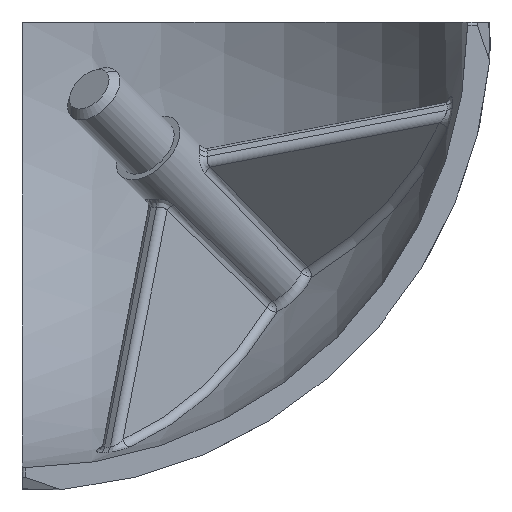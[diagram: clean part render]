
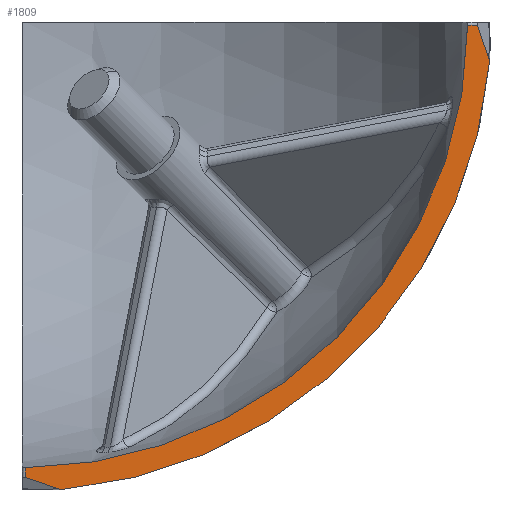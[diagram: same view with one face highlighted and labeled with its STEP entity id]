
A CAD part, front view. The second image highlights one B-rep face of the part: STEP entity #1809.
In plain terms, the highlighted planar face has unit normal (0, -1, 0).
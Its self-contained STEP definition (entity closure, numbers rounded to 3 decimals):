
#29 = CARTESIAN_POINT ( 'NONE',  ( 0.2, 0., -28.499 ) ) ;
#164 = CARTESIAN_POINT ( 'NONE',  ( 0., 0., 0. ) ) ;
#287 = AXIS2_PLACEMENT_3D ( 'NONE', #1439, #1867, #588 ) ;
#361 = ORIENTED_EDGE ( 'NONE', *, *, #2684, .T. ) ;
#393 = EDGE_CURVE ( 'NONE', #1237, #1990, #1591, .T. ) ;
#399 = DIRECTION ( 'NONE',  ( 0., 0., -1. ) ) ;
#422 = DIRECTION ( 'NONE',  ( -1., 0., 0. ) ) ;
#446 = DIRECTION ( 'NONE',  ( 0., -1., 0. ) ) ;
#588 = DIRECTION ( 'NONE',  ( 0., 0., -1. ) ) ;
#619 = AXIS2_PLACEMENT_3D ( 'NONE', #164, #1680, #399 ) ;
#681 = CARTESIAN_POINT ( 'NONE',  ( 0.2, 0., -29.133 ) ) ;
#774 = CARTESIAN_POINT ( 'NONE',  ( 2.568, 0., -29.89 ) ) ;
#885 = EDGE_CURVE ( 'NONE', #2869, #2497, #1488, .T. ) ;
#915 = CIRCLE ( 'NONE', #1344, 28.5 ) ;
#1113 = CARTESIAN_POINT ( 'NONE',  ( 2.674, 0., -29.881 ) ) ;
#1114 = EDGE_CURVE ( 'NONE', #1961, #2869, #1967, .T. ) ;
#1121 = CARTESIAN_POINT ( 'NONE',  ( 29.846, 0., -2.361 ) ) ;
#1154 = ORIENTED_EDGE ( 'NONE', *, *, #885, .T. ) ;
#1201 = EDGE_LOOP ( 'NONE', ( #1435, #361, #2824, #1154, #2703, #1509, #2024, #1233 ) ) ;
#1233 = ORIENTED_EDGE ( 'NONE', *, *, #393, .T. ) ;
#1237 = VERTEX_POINT ( 'NONE', #29 ) ;
#1294 = EDGE_CURVE ( 'NONE', #2777, #2497, #2013, .T. ) ;
#1333 = CARTESIAN_POINT ( 'NONE',  ( 29.879, 0., -2.462 ) ) ;
#1340 = CARTESIAN_POINT ( 'NONE',  ( 29.846, 0., -2.361 ) ) ;
#1344 = AXIS2_PLACEMENT_3D ( 'NONE', #1728, #446, #1937 ) ;
#1351 = EDGE_CURVE ( 'NONE', #2606, #1990, #2192, .T. ) ;
#1401 = CARTESIAN_POINT ( 'NONE',  ( -0.169, 0., -29.012 ) ) ;
#1411 = CARTESIAN_POINT ( 'NONE',  ( 2.462, 0., -29.879 ) ) ;
#1435 = ORIENTED_EDGE ( 'NONE', *, *, #1351, .F. ) ;
#1439 = CARTESIAN_POINT ( 'NONE',  ( 0., 0., -28.5 ) ) ;
#1488 = B_SPLINE_CURVE_WITH_KNOTS ( 'NONE', 3,
 ( #2691, #2211, #1333, #1340 ),
 .UNSPECIFIED., .F., .F.,
 ( 4, 4 ),
 ( 0., 0. ),
 .UNSPECIFIED. ) ;
#1493 = CARTESIAN_POINT ( 'NONE',  ( 29.881, 0., -2.674 ) ) ;
#1509 = ORIENTED_EDGE ( 'NONE', *, *, #1926, .T. ) ;
#1591 = LINE ( 'NONE', #1893, #2158 ) ;
#1680 = DIRECTION ( 'NONE',  ( 0., -1., 0. ) ) ;
#1716 = CARTESIAN_POINT ( 'NONE',  ( 0., 0., -0.2 ) ) ;
#1728 = CARTESIAN_POINT ( 'NONE',  ( 0., 0., 0. ) ) ;
#1795 = DIRECTION ( 'NONE',  ( 0.313, 0., -0.95 ) ) ;
#1809 = ADVANCED_FACE ( 'NONE', ( #2898 ), #1855, .T. ) ;
#1824 = CARTESIAN_POINT ( 'NONE',  ( 2.361, 0., -29.846 ) ) ;
#1855 = PLANE ( 'NONE',  #287 ) ;
#1867 = DIRECTION ( 'NONE',  ( 0., -1., 0. ) ) ;
#1893 = CARTESIAN_POINT ( 'NONE',  ( 0.2, 0., -29.067 ) ) ;
#1926 = EDGE_CURVE ( 'NONE', #2777, #2690, #2679, .T. ) ;
#1936 = EDGE_CURVE ( 'NONE', #1237, #2690, #915, .T. ) ;
#1937 = DIRECTION ( 'NONE',  ( 0., 0., -1. ) ) ;
#1961 = VERTEX_POINT ( 'NONE', #1113 ) ;
#1967 = CIRCLE ( 'NONE', #619, 30. ) ;
#1990 = VERTEX_POINT ( 'NONE', #681 ) ;
#2002 = CARTESIAN_POINT ( 'NONE',  ( 34.693, 0., -17.061 ) ) ;
#2004 = VECTOR ( 'NONE', #1795, 1000. ) ;
#2013 = LINE ( 'NONE', #2002, #2004 ) ;
#2024 = ORIENTED_EDGE ( 'NONE', *, *, #1936, .F. ) ;
#2029 = CARTESIAN_POINT ( 'NONE',  ( 28.499, 0., -0.2 ) ) ;
#2098 = CARTESIAN_POINT ( 'NONE',  ( 29.133, 0., -0.2 ) ) ;
#2150 = VECTOR ( 'NONE', #2266, 1000. ) ;
#2158 = VECTOR ( 'NONE', #2610, 1000. ) ;
#2192 = LINE ( 'NONE', #1401, #2150 ) ;
#2211 = CARTESIAN_POINT ( 'NONE',  ( 29.89, 0., -2.568 ) ) ;
#2266 = DIRECTION ( 'NONE',  ( -0.95, 0., 0.313 ) ) ;
#2280 = CARTESIAN_POINT ( 'NONE',  ( 2.361, 0., -29.846 ) ) ;
#2308 = CARTESIAN_POINT ( 'NONE',  ( 2.674, 0., -29.881 ) ) ;
#2497 = VERTEX_POINT ( 'NONE', #1121 ) ;
#2606 = VERTEX_POINT ( 'NONE', #2280 ) ;
#2610 = DIRECTION ( 'NONE',  ( 0., 0., -1. ) ) ;
#2679 = LINE ( 'NONE', #1716, #2722 ) ;
#2684 = EDGE_CURVE ( 'NONE', #2606, #1961, #2697, .T. ) ;
#2690 = VERTEX_POINT ( 'NONE', #2029 ) ;
#2691 = CARTESIAN_POINT ( 'NONE',  ( 29.881, 0., -2.674 ) ) ;
#2697 = B_SPLINE_CURVE_WITH_KNOTS ( 'NONE', 3,
 ( #1824, #1411, #774, #2308 ),
 .UNSPECIFIED., .F., .F.,
 ( 4, 4 ),
 ( 0., 0. ),
 .UNSPECIFIED. ) ;
#2703 = ORIENTED_EDGE ( 'NONE', *, *, #1294, .F. ) ;
#2722 = VECTOR ( 'NONE', #422, 1000. ) ;
#2777 = VERTEX_POINT ( 'NONE', #2098 ) ;
#2824 = ORIENTED_EDGE ( 'NONE', *, *, #1114, .T. ) ;
#2869 = VERTEX_POINT ( 'NONE', #1493 ) ;
#2898 = FACE_OUTER_BOUND ( 'NONE', #1201, .T. ) ;
